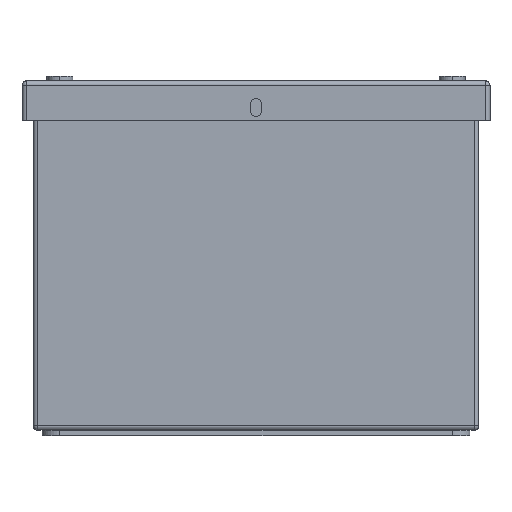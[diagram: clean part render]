
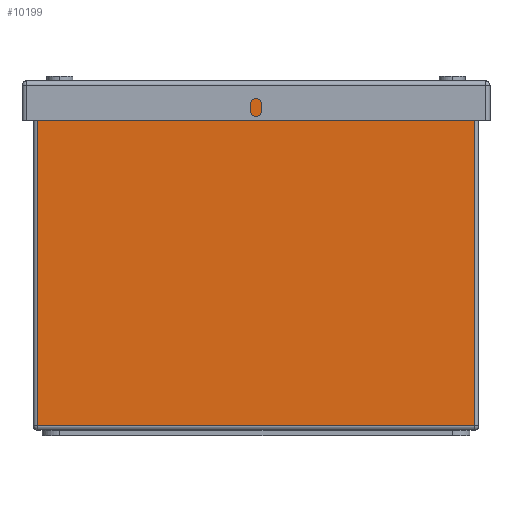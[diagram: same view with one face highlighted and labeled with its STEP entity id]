
A CAD part, left-side view. The second image highlights one B-rep face of the part: STEP entity #10199.
In plain terms, the highlighted planar face has unit normal (-1, 0, 0).
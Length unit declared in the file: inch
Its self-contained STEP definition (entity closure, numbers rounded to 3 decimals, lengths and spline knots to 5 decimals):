
#476 = CARTESIAN_POINT ( 'NONE',  ( 0., 6.19, 0.06 ) ) ;
#1216 = LINE ( 'NONE', #3461, #1736 ) ;
#1249 = PLANE ( 'NONE',  #14317 ) ;
#1381 = EDGE_CURVE ( 'NONE', #2767, #14305, #2821, .T. ) ;
#1634 = CARTESIAN_POINT ( 'NONE',  ( 0., 6.19, 4.75 ) ) ;
#1736 = VECTOR ( 'NONE', #10332, 39.37008 ) ;
#2102 = VERTEX_POINT ( 'NONE', #4764 ) ;
#2599 = DIRECTION ( 'NONE',  ( 0., 1., 0. ) ) ;
#2673 = CARTESIAN_POINT ( 'NONE',  ( 0., 6.19, 4.69 ) ) ;
#2767 = VERTEX_POINT ( 'NONE', #8159 ) ;
#2821 = LINE ( 'NONE', #2673, #13429 ) ;
#2897 = DIRECTION ( 'NONE',  ( 0., 1., 0. ) ) ;
#3020 = ORIENTED_EDGE ( 'NONE', *, *, #7405, .T. ) ;
#3127 = EDGE_CURVE ( 'NONE', #14305, #8305, #5439, .T. ) ;
#3205 = DIRECTION ( 'NONE',  ( 0., 0., -1. ) ) ;
#3461 = CARTESIAN_POINT ( 'NONE',  ( 0., 0.06, 4.75 ) ) ;
#3591 = VECTOR ( 'NONE', #7300, 39.37008 ) ;
#3721 = ORIENTED_EDGE ( 'NONE', *, *, #12214, .F. ) ;
#4540 = ORIENTED_EDGE ( 'NONE', *, *, #3127, .T. ) ;
#4764 = CARTESIAN_POINT ( 'NONE',  ( 0., 0.06, 0.06 ) ) ;
#5439 = LINE ( 'NONE', #7558, #11767 ) ;
#7300 = DIRECTION ( 'NONE',  ( 0., -1., 0. ) ) ;
#7405 = EDGE_CURVE ( 'NONE', #8305, #2102, #9804, .T. ) ;
#7558 = CARTESIAN_POINT ( 'NONE',  ( 0., 6.19, 4.75 ) ) ;
#8159 = CARTESIAN_POINT ( 'NONE',  ( 0., 0.06, 4.69 ) ) ;
#8262 = CARTESIAN_POINT ( 'NONE',  ( 0., 6.19, 4.69 ) ) ;
#8305 = VERTEX_POINT ( 'NONE', #9614 ) ;
#9614 = CARTESIAN_POINT ( 'NONE',  ( 0., 6.19, 0.06 ) ) ;
#9804 = LINE ( 'NONE', #476, #3591 ) ;
#10199 = ADVANCED_FACE ( 'NONE', ( #11487 ), #1249, .F. ) ;
#10332 = DIRECTION ( 'NONE',  ( 0., 0., -1. ) ) ;
#11487 = FACE_OUTER_BOUND ( 'NONE', #13392, .T. ) ;
#11767 = VECTOR ( 'NONE', #3205, 39.37008 ) ;
#12214 = EDGE_CURVE ( 'NONE', #2767, #2102, #1216, .T. ) ;
#13392 = EDGE_LOOP ( 'NONE', ( #3721, #14345, #4540, #3020 ) ) ;
#13429 = VECTOR ( 'NONE', #2599, 39.37008 ) ;
#14129 = DIRECTION ( 'NONE',  ( 1., 0., 0. ) ) ;
#14305 = VERTEX_POINT ( 'NONE', #8262 ) ;
#14317 = AXIS2_PLACEMENT_3D ( 'NONE', #1634, #14129, #2897 ) ;
#14345 = ORIENTED_EDGE ( 'NONE', *, *, #1381, .T. ) ;
